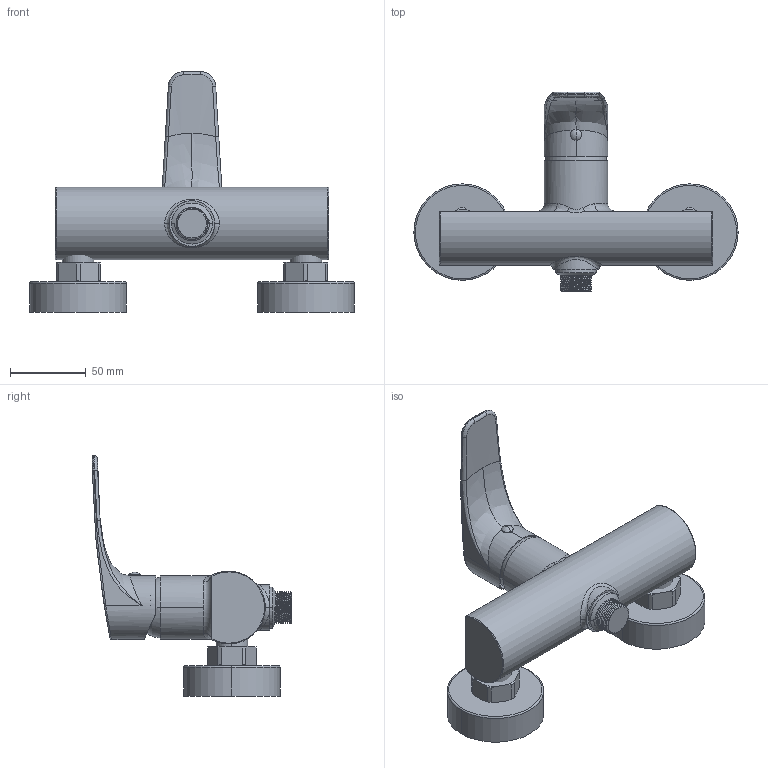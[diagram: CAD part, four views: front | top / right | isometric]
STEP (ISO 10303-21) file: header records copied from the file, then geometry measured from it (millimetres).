
FILE_DESCRIPTION((''),'2;1');
FILE_NAME('LM168CR','2021-05-04T11:13:43',('ut3'),('PAFFONI SpA'),'CREO PARAMETRIC BY PTC INC, 2020044','CREO PARAMETRIC BY PTC INC, 2020044','');
FILE_SCHEMA(('CONFIG_CONTROL_DESIGN','SHAPE_APPEARANCE_LAYERS_GROUPS'));
Length unit declared in the file: millimetre
Products named in the file (1): LM168CR
Bounding box: 213.5 x 131.5 x 158.35 mm (x, y, z)
Surface area: 81712.2 mm2 (no closed solid volume)
Topology: 0 solids, 20 shells, 237 faces, 591 edges, 371 vertices
Faces by surface type: cylinder 87, plane 52, bspline 45, cone 37, sphere 8, torus 8
Entity records: 14729 total; most frequent: CARTESIAN_POINT 8163, ORIENTED_EDGE 1082, DIRECTION 974, EDGE_CURVE 589, AXIS2_PLACEMENT_3D 391, VERTEX_POINT 371, EDGE_LOOP 237, FACE_OUTER_BOUND 237
